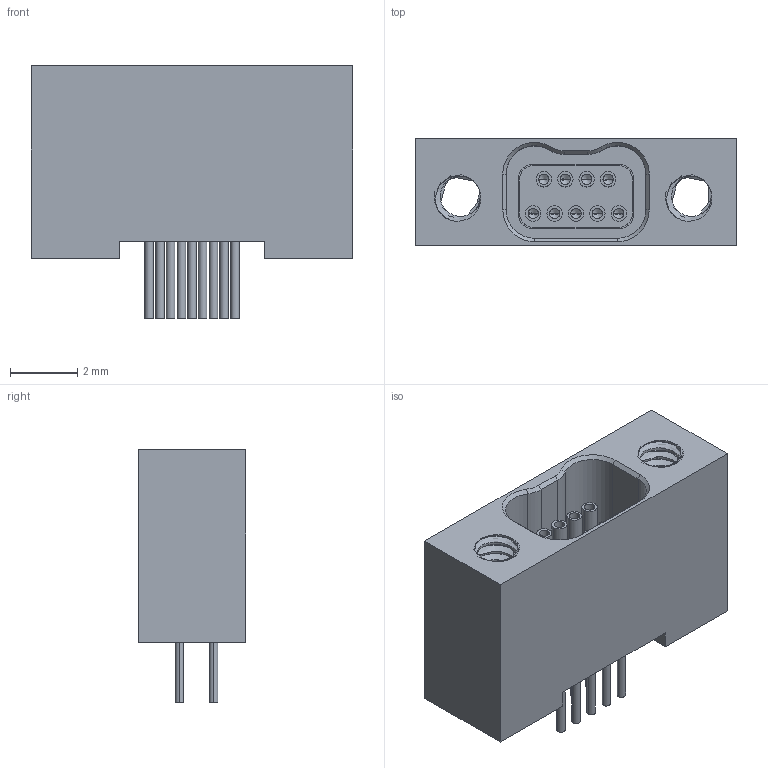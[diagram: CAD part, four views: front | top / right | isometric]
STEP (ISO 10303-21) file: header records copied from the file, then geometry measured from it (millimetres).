
FILE_DESCRIPTION (( 'STEP AP214' ), '1' );
FILE_NAME ('A29500-009 REV J.STEP', '2015-11-05T13:18:56', ( '' ), ( '' ), 'SwSTEP 2.0', 'SolidWorks 2015', '' );
FILE_SCHEMA (( 'AUTOMOTIVE_DESIGN' ));
Length unit declared in the file: inch
Products named in the file (1): A29500-009
Bounding box: 9.53 x 3.19 x 7.49 mm (x, y, z)
Volume: 121.8 mm3; surface area: 400.7 mm2
Topology: 1 solids, 1 shells, 375 faces, 987 edges, 639 vertices
Faces by surface type: plane 155, cylinder 142, bspline 54, cone 24
Entity records: 20183 total; most frequent: CARTESIAN_POINT 10690, ORIENTED_EDGE 1938, DIRECTION 1501, EDGE_CURVE 969, VERTEX_POINT 639, VECTOR 565, LINE 565, AXIS2_PLACEMENT_3D 468
